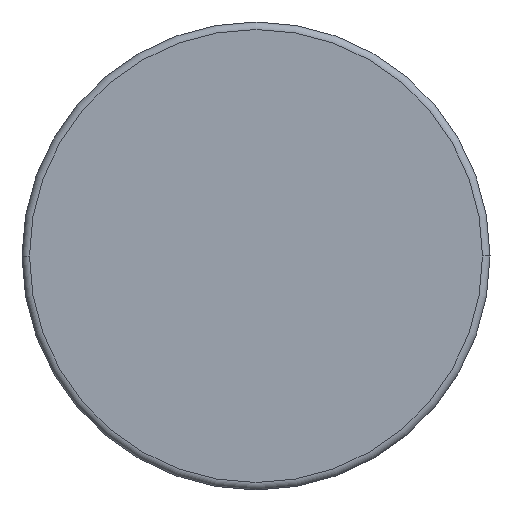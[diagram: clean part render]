
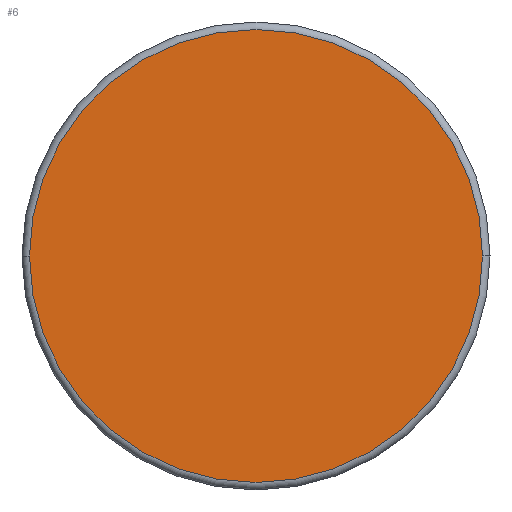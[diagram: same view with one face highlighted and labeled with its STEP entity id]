
A CAD part, left-side view. The second image highlights one B-rep face of the part: STEP entity #6.
In plain terms, the highlighted planar face has unit normal (-1, 0, 0).
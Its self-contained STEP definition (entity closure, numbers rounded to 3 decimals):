
#6 = ADVANCED_FACE ( 'NONE', ( #1220 ), #1719, .F. ) ;
#47 = ORIENTED_EDGE ( 'NONE', *, *, #843, .F. ) ;
#196 = AXIS2_PLACEMENT_3D ( 'NONE', #449, #446, #444 ) ;
#204 = CARTESIAN_POINT ( 'NONE',  ( -1., 0.625, 0. ) ) ;
#425 = DIRECTION ( 'NONE',  ( 0., 1., 0. ) ) ;
#430 = DIRECTION ( 'NONE',  ( 1., 0., 0. ) ) ;
#444 = DIRECTION ( 'NONE',  ( 0., 1., 0. ) ) ;
#446 = DIRECTION ( 'NONE',  ( 1., 0., 0. ) ) ;
#449 = CARTESIAN_POINT ( 'NONE',  ( -1., 0.625, 0. ) ) ;
#529 = CIRCLE ( 'NONE', #578, 0.605 ) ;
#578 = AXIS2_PLACEMENT_3D ( 'NONE', #204, #430, #425 ) ;
#595 = EDGE_CURVE ( 'NONE', #1357, #1315, #793, .T. ) ;
#676 = CARTESIAN_POINT ( 'NONE',  ( -1., 0.02, 0. ) ) ;
#793 = CIRCLE ( 'NONE', #196, 0.605 ) ;
#843 = EDGE_CURVE ( 'NONE', #1315, #1357, #529, .T. ) ;
#880 = DIRECTION ( 'NONE',  ( 0., 1., 0. ) ) ;
#926 = DIRECTION ( 'NONE',  ( 1., 0., 0. ) ) ;
#927 = CARTESIAN_POINT ( 'NONE',  ( -1., 0.02, 0. ) ) ;
#1162 = AXIS2_PLACEMENT_3D ( 'NONE', #676, #926, #880 ) ;
#1220 = FACE_OUTER_BOUND ( 'NONE', #1672, .T. ) ;
#1315 = VERTEX_POINT ( 'NONE', #1552 ) ;
#1357 = VERTEX_POINT ( 'NONE', #927 ) ;
#1552 = CARTESIAN_POINT ( 'NONE',  ( -1., 1.23, 0. ) ) ;
#1576 = ORIENTED_EDGE ( 'NONE', *, *, #595, .F. ) ;
#1672 = EDGE_LOOP ( 'NONE', ( #47, #1576 ) ) ;
#1719 = PLANE ( 'NONE',  #1162 ) ;
